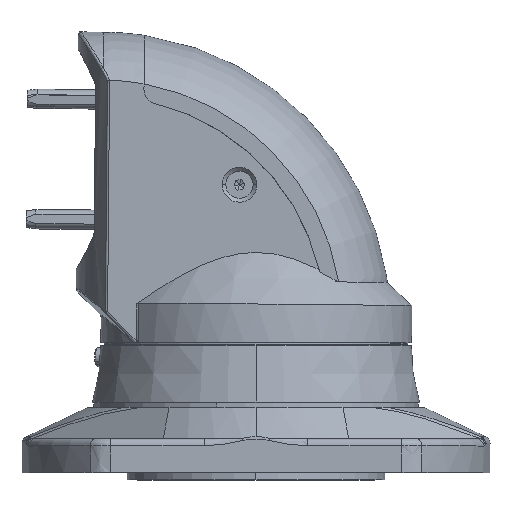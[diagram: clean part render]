
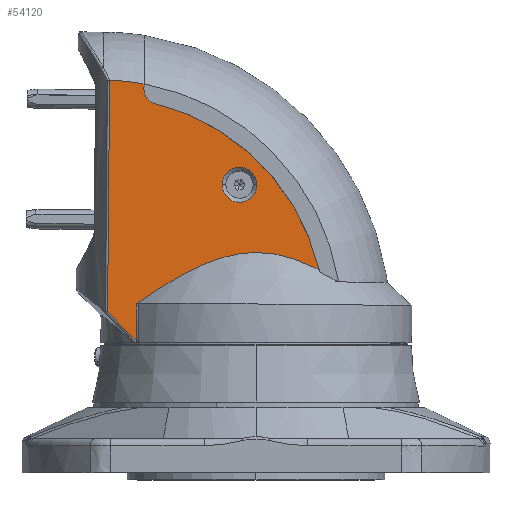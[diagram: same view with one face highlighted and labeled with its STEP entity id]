
A CAD part, top view. The second image highlights one B-rep face of the part: STEP entity #54120.
In plain terms, the highlighted face is planar.
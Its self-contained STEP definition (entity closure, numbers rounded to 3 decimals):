
#1690 = VERTEX_POINT ( 'NONE', #107489 ) ;
#1930 = DIRECTION ( 'NONE',  ( 1., 0., 0. ) ) ;
#2855 = CARTESIAN_POINT ( 'NONE',  ( 41.5, 26.596, -62.263 ) ) ;
#3349 = CARTESIAN_POINT ( 'NONE',  ( 41.5, 27.297, -35.149 ) ) ;
#8967 = EDGE_CURVE ( 'NONE', #84613, #12319, #137605, .T. ) ;
#11105 = DIRECTION ( 'NONE',  ( 1., 0., 0. ) ) ;
#11384 = ORIENTED_EDGE ( 'NONE', *, *, #127121, .T. ) ;
#12319 = VERTEX_POINT ( 'NONE', #139493 ) ;
#14412 = CARTESIAN_POINT ( 'NONE',  ( 41.5, 27.705, -58.131 ) ) ;
#14914 = CARTESIAN_POINT ( 'NONE',  ( 41.5, 25.74, -30.193 ) ) ;
#15166 = CARTESIAN_POINT ( 'NONE',  ( 41.5, 3.812, 14.301 ) ) ;
#16881 = VERTEX_POINT ( 'NONE', #66471 ) ;
#17683 = CARTESIAN_POINT ( 'NONE',  ( 41.5, 90.455, -4.606 ) ) ;
#20192 = PLANE ( 'NONE',  #22540 ) ;
#20250 = AXIS2_PLACEMENT_3D ( 'NONE', #80200, #11105, #91741 ) ;
#20606 = CARTESIAN_POINT ( 'NONE',  ( 41.5, 57., -40. ) ) ;
#22273 = ORIENTED_EDGE ( 'NONE', *, *, #41515, .F. ) ;
#22378 = VERTEX_POINT ( 'NONE', #17683 ) ;
#22540 = AXIS2_PLACEMENT_3D ( 'NONE', #123514, #135579, #66644 ) ;
#25967 = CARTESIAN_POINT ( 'NONE',  ( 41.5, 28.225, -55.602 ) ) ;
#26468 = CARTESIAN_POINT ( 'NONE',  ( 41.5, 23.821, -25.402 ) ) ;
#27305 = EDGE_CURVE ( 'NONE', #103619, #73437, #140576, .T. ) ;
#30446 = CARTESIAN_POINT ( 'NONE',  ( 41.5, 57., -32.75 ) ) ;
#31870 = DIRECTION ( 'NONE',  ( -1., 0., 0. ) ) ;
#32223 = DIRECTION ( 'NONE',  ( 0., 0., -1. ) ) ;
#32328 = CARTESIAN_POINT ( 'NONE',  ( 41.5, 3.005, 13.495 ) ) ;
#35483 = FACE_BOUND ( 'NONE', #53520, .T. ) ;
#37615 = CARTESIAN_POINT ( 'NONE',  ( 41.5, 28.735, -52.176 ) ) ;
#37699 = CARTESIAN_POINT ( 'NONE',  ( 41.5, 99.926, 14.183 ) ) ;
#38120 = CARTESIAN_POINT ( 'NONE',  ( 41.5, 20.069, -17.729 ) ) ;
#38540 = VERTEX_POINT ( 'NONE', #51876 ) ;
#38592 = ORIENTED_EDGE ( 'NONE', *, *, #8967, .F. ) ;
#40641 = DIRECTION ( 'NONE',  ( 0., -1., 0. ) ) ;
#41515 = EDGE_CURVE ( 'NONE', #100578, #73437, #143863, .T. ) ;
#42161 = AXIS2_PLACEMENT_3D ( 'NONE', #118584, #49601, #130160 ) ;
#43678 = LINE ( 'NONE', #135530, #70729 ) ;
#43960 = DIRECTION ( 'NONE',  ( 0., -0.707, -0.707 ) ) ;
#44462 = AXIS2_PLACEMENT_3D ( 'NONE', #100896, #31870, #112466 ) ;
#45685 = EDGE_CURVE ( 'NONE', #22378, #16881, #69248, .T. ) ;
#46192 = ORIENTED_EDGE ( 'NONE', *, *, #145410, .F. ) ;
#47835 = CARTESIAN_POINT ( 'NONE',  ( 41.5, -8.103, 2.386 ) ) ;
#48624 = VECTOR ( 'NONE', #40641, 1000. ) ;
#49215 = CARTESIAN_POINT ( 'NONE',  ( 41.5, 28.978, -47.045 ) ) ;
#49601 = DIRECTION ( 'NONE',  ( 1., 0., 0. ) ) ;
#49715 = CARTESIAN_POINT ( 'NONE',  ( 41.5, 14.847, -8.928 ) ) ;
#50148 = CARTESIAN_POINT ( 'NONE',  ( 41.5, 22.056, -73.347 ) ) ;
#50598 = ORIENTED_EDGE ( 'NONE', *, *, #138131, .T. ) ;
#51876 = CARTESIAN_POINT ( 'NONE',  ( 41.5, 99.909, 14.301 ) ) ;
#52304 = LINE ( 'NONE', #143860, #48624 ) ;
#53520 = EDGE_LOOP ( 'NONE', ( #46192, #38592 ) ) ;
#54120 = ADVANCED_FACE ( 'NONE', ( #93118, #35483 ), #20192, .F. ) ;
#58798 = EDGE_CURVE ( 'NONE', #132419, #38540, #98500, .T. ) ;
#59239 = CIRCLE ( 'NONE', #42161, 7.25 ) ;
#59551 = VECTOR ( 'NONE', #119997, 1000. ) ;
#60344 = CARTESIAN_POINT ( 'NONE',  ( 41.5, 23.579, -70.257 ) ) ;
#60839 = CARTESIAN_POINT ( 'NONE',  ( 41.5, 28.633, -41.93 ) ) ;
#60919 = CARTESIAN_POINT ( 'NONE',  ( 41.5, 99.921, 14.243 ) ) ;
#61334 = CARTESIAN_POINT ( 'NONE',  ( 41.5, 9.134, -0.401 ) ) ;
#61808 = AXIS2_PLACEMENT_3D ( 'NONE', #70979, #1930, #82558 ) ;
#66471 = CARTESIAN_POINT ( 'NONE',  ( 41.5, 96.291, 0. ) ) ;
#66644 = DIRECTION ( 'NONE',  ( 0., -1., 0. ) ) ;
#69248 = CIRCLE ( 'NONE', #44462, 6. ) ;
#70190 = EDGE_LOOP ( 'NONE', ( #81013, #76724, #22273, #11384, #115426, #117279, #50598, #137313, #73114 ) ) ;
#70729 = VECTOR ( 'NONE', #147060, 1000. ) ;
#70979 = CARTESIAN_POINT ( 'NONE',  ( 41.5, 0., 17. ) ) ;
#71904 = CARTESIAN_POINT ( 'NONE',  ( 41.5, 22.056, -73.347 ) ) ;
#72410 = CARTESIAN_POINT ( 'NONE',  ( 41.5, 27.719, -36.828 ) ) ;
#73114 = ORIENTED_EDGE ( 'NONE', *, *, #134651, .T. ) ;
#73437 = VERTEX_POINT ( 'NONE', #133157 ) ;
#75009 = CIRCLE ( 'NONE', #20250, 99.966 ) ;
#76724 = ORIENTED_EDGE ( 'NONE', *, *, #27305, .T. ) ;
#78516 = CARTESIAN_POINT ( 'NONE',  ( 41.5, 99.925, 14.124 ) ) ;
#80200 = CARTESIAN_POINT ( 'NONE',  ( 41.5, 0., 17. ) ) ;
#81013 = ORIENTED_EDGE ( 'NONE', *, *, #83602, .T. ) ;
#82558 = DIRECTION ( 'NONE',  ( 0., -1., 0. ) ) ;
#83483 = CARTESIAN_POINT ( 'NONE',  ( 41.5, 27.086, -60.626 ) ) ;
#83602 = EDGE_CURVE ( 'NONE', #148508, #103619, #118892, .T. ) ;
#83979 = CARTESIAN_POINT ( 'NONE',  ( 41.5, 26.308, -31.834 ) ) ;
#84613 = VERTEX_POINT ( 'NONE', #30446 ) ;
#88317 = VECTOR ( 'NONE', #43960, 1000. ) ;
#91741 = DIRECTION ( 'NONE',  ( 0., 0., -1. ) ) ;
#93118 = FACE_OUTER_BOUND ( 'NONE', #70190, .T. ) ;
#95002 = CARTESIAN_POINT ( 'NONE',  ( 41.5, 27.893, -57.292 ) ) ;
#95520 = CARTESIAN_POINT ( 'NONE',  ( 41.5, 24.497, -26.979 ) ) ;
#98500 = B_SPLINE_CURVE_WITH_KNOTS ( 'NONE', 3,
 ( #118276, #37699, #60919, #141443 ),
 .UNSPECIFIED., .F., .F.,
 ( 4, 4 ),
 ( 0., 0. ),
 .UNSPECIFIED. ) ;
#100578 = VERTEX_POINT ( 'NONE', #50148 ) ;
#100896 = CARTESIAN_POINT ( 'NONE',  ( 41.5, 96.291, -6. ) ) ;
#101246 = DIRECTION ( 'NONE',  ( 1., 0., 0. ) ) ;
#102242 = CIRCLE ( 'NONE', #61808, 93. ) ;
#103619 = VERTEX_POINT ( 'NONE', #47835 ) ;
#106604 = CARTESIAN_POINT ( 'NONE',  ( 41.5, 28.37, -54.747 ) ) ;
#107105 = CARTESIAN_POINT ( 'NONE',  ( 41.5, 21.67, -20.742 ) ) ;
#107489 = CARTESIAN_POINT ( 'NONE',  ( 41.5, 98.51, 0. ) ) ;
#112466 = DIRECTION ( 'NONE',  ( 0., -1., 0. ) ) ;
#115426 = ORIENTED_EDGE ( 'NONE', *, *, #45685, .T. ) ;
#117279 = ORIENTED_EDGE ( 'NONE', *, *, #131311, .T. ) ;
#118186 = CARTESIAN_POINT ( 'NONE',  ( 41.5, 28.882, -50.464 ) ) ;
#118276 = CARTESIAN_POINT ( 'NONE',  ( 41.5, 99.925, 14.124 ) ) ;
#118584 = CARTESIAN_POINT ( 'NONE',  ( 41.5, 57., -40. ) ) ;
#118686 = CARTESIAN_POINT ( 'NONE',  ( 41.5, 16.658, -11.822 ) ) ;
#118892 = LINE ( 'NONE', #32328, #88317 ) ;
#119997 = DIRECTION ( 'NONE',  ( 0., 1., 0. ) ) ;
#123514 = CARTESIAN_POINT ( 'NONE',  ( 41.5, -11., 27.5 ) ) ;
#127121 = EDGE_CURVE ( 'NONE', #100578, #22378, #102242, .T. ) ;
#129773 = CARTESIAN_POINT ( 'NONE',  ( 41.5, 28.928, -45.338 ) ) ;
#130160 = DIRECTION ( 'NONE',  ( 0., 0., -1. ) ) ;
#130273 = CARTESIAN_POINT ( 'NONE',  ( 41.5, 11.085, -3.218 ) ) ;
#131311 = EDGE_CURVE ( 'NONE', #16881, #1690, #43678, .T. ) ;
#131604 = CARTESIAN_POINT ( 'NONE',  ( 41.5, 7.5, 2.386 ) ) ;
#132419 = VERTEX_POINT ( 'NONE', #78516 ) ;
#133157 = CARTESIAN_POINT ( 'NONE',  ( 41.5, 7.135, 2.386 ) ) ;
#134651 = EDGE_CURVE ( 'NONE', #38540, #148508, #52304, .T. ) ;
#135530 = CARTESIAN_POINT ( 'NONE',  ( 41.5, -11., 0. ) ) ;
#135579 = DIRECTION ( 'NONE',  ( -1., 0., 0. ) ) ;
#137313 = ORIENTED_EDGE ( 'NONE', *, *, #58798, .T. ) ;
#137605 = CIRCLE ( 'NONE', #142591, 7.25 ) ;
#138131 = EDGE_CURVE ( 'NONE', #1690, #132419, #75009, .T. ) ;
#139493 = CARTESIAN_POINT ( 'NONE',  ( 41.5, 57., -47.25 ) ) ;
#140576 = LINE ( 'NONE', #131604, #59551 ) ;
#140855 = CARTESIAN_POINT ( 'NONE',  ( 41.5, 24.937, -67.11 ) ) ;
#141353 = CARTESIAN_POINT ( 'NONE',  ( 41.5, 28.389, -40.227 ) ) ;
#141443 = CARTESIAN_POINT ( 'NONE',  ( 41.5, 99.909, 14.301 ) ) ;
#141846 = CARTESIAN_POINT ( 'NONE',  ( 41.5, 7.135, 2.386 ) ) ;
#142591 = AXIS2_PLACEMENT_3D ( 'NONE', #20606, #101246, #32223 ) ;
#143860 = CARTESIAN_POINT ( 'NONE',  ( 41.5, -11., 14.301 ) ) ;
#143863 = B_SPLINE_CURVE_WITH_KNOTS ( 'NONE', 3,
 ( #71904, #60344, #140855, #2855, #83483, #14412, #95002, #25967, #106604, #37615, #118186, #49215, #129773, #60839, #141353, #72410, #3349, #83979, #14914, #95520, #26468, #107105, #38120, #118686, #49715, #130273, #61334, #141846 ),
 .UNSPECIFIED., .F., .F.,
 ( 4, 2, 2, 2, 2, 2, 2, 2, 2, 2, 2, 2, 2, 4 ),
 ( -0.044, -0.033, -0.028, -0.026, -0.023, -0.018, -0.013, -0.008, -0.003, 0.002, 0.007, 0.018, 0.028, 0.038 ),
 .UNSPECIFIED. ) ;
#145410 = EDGE_CURVE ( 'NONE', #12319, #84613, #59239, .T. ) ;
#147060 = DIRECTION ( 'NONE',  ( 0., 1., 0. ) ) ;
#148508 = VERTEX_POINT ( 'NONE', #15166 ) ;
